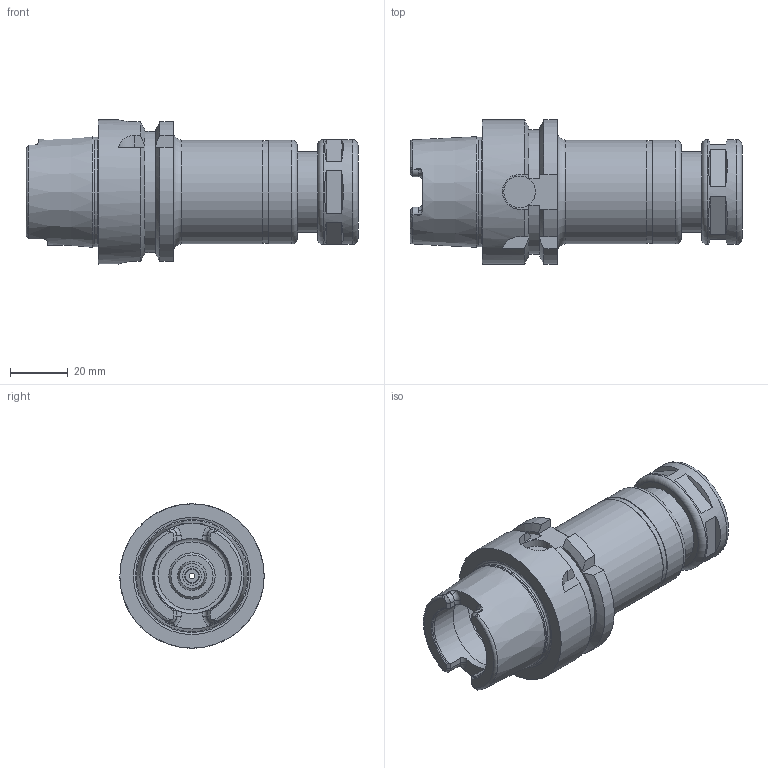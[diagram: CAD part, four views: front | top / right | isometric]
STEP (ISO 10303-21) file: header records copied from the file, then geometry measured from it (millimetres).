
FILE_DESCRIPTION((''),'2;1');
FILE_NAME('536014116090-3D.stp','2020-01-07T16:21:07',('nttooll'),(''),'Autodesk Inventor 2012','Autodesk Inventor 2012','');
FILE_SCHEMA(('AUTOMOTIVE_DESIGN { 1 0 10303 214 1 1 1 1 }'));
Length unit declared in the file: millimetre
Products named in the file (1): 536014116090-3D
Bounding box: 115 x 50 x 50 mm (x, y, z)
Volume: 96694 mm3; surface area: 29110.9 mm2
Topology: 1 solids, 2 shells, 181 faces, 409 edges, 257 vertices
Faces by surface type: plane 85, cylinder 50, cone 28, torus 18
Full cylindrical faces by diameter (mm): 2 x1, 4.5 x1, 5 x1, 6.4 x1, 9.5 x1, 10 x1, 11 x1, 12.8 x1, 13.319 x1, 15.8 x1, 16 x1, 17 x2, 17.5 x2, 20 x1, 22.1 x1, 24.5 x1, 26 x1, 26.6 x1, 28 x2, 32 x1, 35.6 x1, 36 x2, 36.3 x1, 37.9 x1, 50 x1
Entity records: 4916 total; most frequent: CARTESIAN_POINT 1036, DIRECTION 840, ORIENTED_EDGE 700, AXIS2_PLACEMENT_3D 352, EDGE_CURVE 350, EDGE_LOOP 262, VERTEX_POINT 250, FACE_OUTER_BOUND 181
